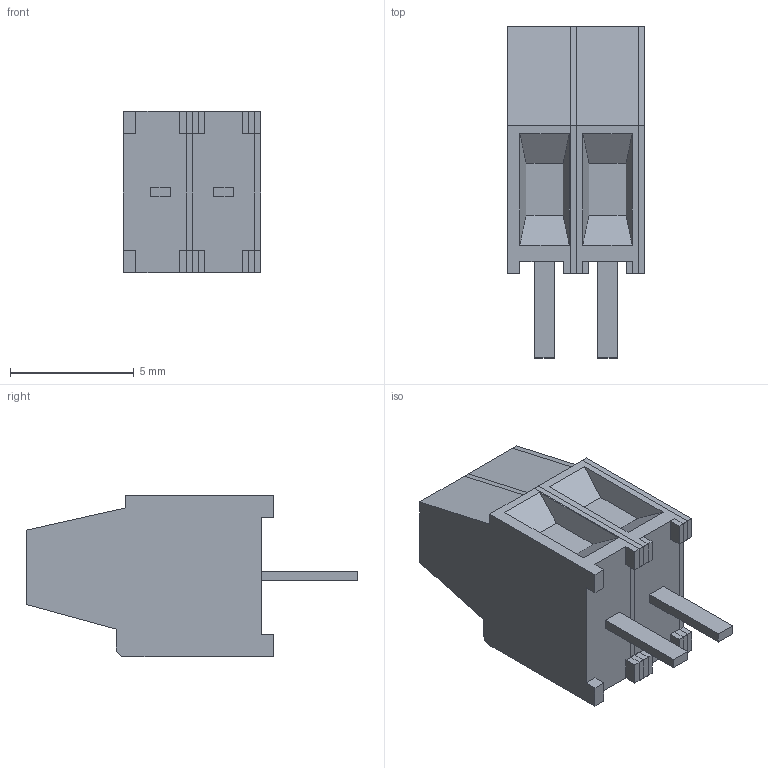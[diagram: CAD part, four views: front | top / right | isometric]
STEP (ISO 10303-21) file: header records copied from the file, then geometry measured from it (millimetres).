
FILE_DESCRIPTION (( 'STEP AP214' ), '1' );
FILE_NAME ('282834-2.STEP', '2025-01-07T14:19:08', ( '' ), ( '' ), 'SwSTEP 2.0', 'SolidWorks 2021', '' );
FILE_SCHEMA (( 'AUTOMOTIVE_DESIGN' ));
Length unit declared in the file: millimetre
Products named in the file (1): 282834-2
Bounding box: 5.54 x 13.4 x 6.5 mm (x, y, z)
Volume: 394.4 mm3; surface area: 731.1 mm2
Topology: 9 solids, 9 shells, 165 faces, 417 edges, 276 vertices
Faces by surface type: plane 147, cylinder 18
Entity records: 5448 total; most frequent: CARTESIAN_POINT 859, ORIENTED_EDGE 834, DIRECTION 797, EDGE_CURVE 417, VECTOR 369, LINE 369, VERTEX_POINT 276, AXIS2_PLACEMENT_3D 214
